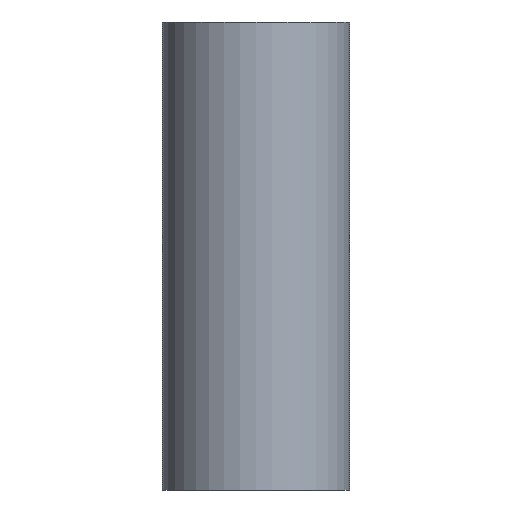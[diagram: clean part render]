
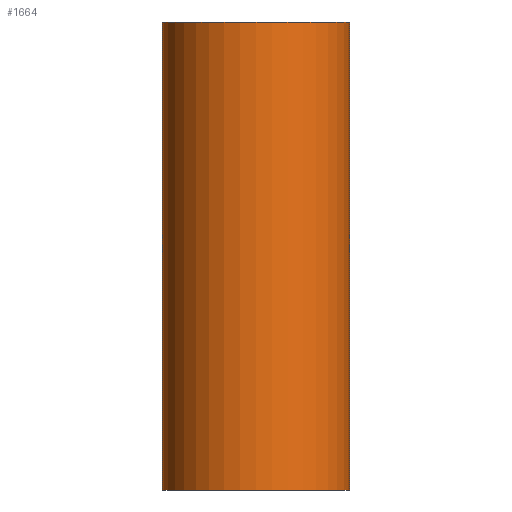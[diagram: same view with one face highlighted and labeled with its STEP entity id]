
A CAD part, front view. The second image highlights one B-rep face of the part: STEP entity #1664.
In plain terms, the highlighted cylindrical face has radius 31.75 mm (diameter 63.5 mm), a partial arc.
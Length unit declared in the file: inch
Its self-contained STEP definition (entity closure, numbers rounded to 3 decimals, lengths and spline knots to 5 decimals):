
#7 = ORIENTED_EDGE ( 'NONE', *, *, #1627, .T. ) ;
#46 = CARTESIAN_POINT ( 'NONE',  ( 0., 0., 3.12598 ) ) ;
#165 = VERTEX_POINT ( 'NONE', #814 ) ;
#167 = LINE ( 'NONE', #1248, #1817 ) ;
#203 = CYLINDRICAL_SURFACE ( 'NONE', #730, 1.25 ) ;
#311 = CARTESIAN_POINT ( 'NONE',  ( 1.25, 0., 3.12598 ) ) ;
#369 = ORIENTED_EDGE ( 'NONE', *, *, #382, .T. ) ;
#382 = EDGE_CURVE ( 'NONE', #165, #1560, #167, .T. ) ;
#387 = CARTESIAN_POINT ( 'NONE',  ( 1.25, 0., -3.12598 ) ) ;
#557 = CIRCLE ( 'NONE', #1648, 1.25 ) ;
#564 = DIRECTION ( 'NONE',  ( 0., 0., -1. ) ) ;
#589 = ORIENTED_EDGE ( 'NONE', *, *, #709, .F. ) ;
#677 = DIRECTION ( 'NONE',  ( 1., 0., 0. ) ) ;
#685 = FACE_OUTER_BOUND ( 'NONE', #1368, .T. ) ;
#709 = EDGE_CURVE ( 'NONE', #165, #1789, #1118, .T. ) ;
#718 = LINE ( 'NONE', #1794, #1002 ) ;
#730 = AXIS2_PLACEMENT_3D ( 'NONE', #926, #1207, #1697 ) ;
#810 = ORIENTED_EDGE ( 'NONE', *, *, #1381, .F. ) ;
#814 = CARTESIAN_POINT ( 'NONE',  ( -1.25, 0., 3.12598 ) ) ;
#926 = CARTESIAN_POINT ( 'NONE',  ( 0., 0., 3.12598 ) ) ;
#1002 = VECTOR ( 'NONE', #1637, 39.37008 ) ;
#1027 = DIRECTION ( 'NONE',  ( 1., 0., 0. ) ) ;
#1118 = CIRCLE ( 'NONE', #1502, 1.25 ) ;
#1207 = DIRECTION ( 'NONE',  ( 0., 0., -1. ) ) ;
#1248 = CARTESIAN_POINT ( 'NONE',  ( -1.25, 0., 3.12598 ) ) ;
#1368 = EDGE_LOOP ( 'NONE', ( #810, #589, #369, #7 ) ) ;
#1381 = EDGE_CURVE ( 'NONE', #1789, #1621, #718, .T. ) ;
#1417 = DIRECTION ( 'NONE',  ( 0., 0., 1. ) ) ;
#1502 = AXIS2_PLACEMENT_3D ( 'NONE', #46, #1417, #1027 ) ;
#1507 = DIRECTION ( 'NONE',  ( 0., 0., 1. ) ) ;
#1534 = CARTESIAN_POINT ( 'NONE',  ( -1.25, 0., -3.12598 ) ) ;
#1560 = VERTEX_POINT ( 'NONE', #1534 ) ;
#1621 = VERTEX_POINT ( 'NONE', #387 ) ;
#1627 = EDGE_CURVE ( 'NONE', #1560, #1621, #557, .T. ) ;
#1637 = DIRECTION ( 'NONE',  ( 0., 0., -1. ) ) ;
#1648 = AXIS2_PLACEMENT_3D ( 'NONE', #1650, #1507, #677 ) ;
#1650 = CARTESIAN_POINT ( 'NONE',  ( 0., 0., -3.12598 ) ) ;
#1664 = ADVANCED_FACE ( 'NONE', ( #685 ), #203, .T. ) ;
#1697 = DIRECTION ( 'NONE',  ( -1., 0., 0. ) ) ;
#1789 = VERTEX_POINT ( 'NONE', #311 ) ;
#1794 = CARTESIAN_POINT ( 'NONE',  ( 1.25, 0., 3.12598 ) ) ;
#1817 = VECTOR ( 'NONE', #564, 39.37008 ) ;
